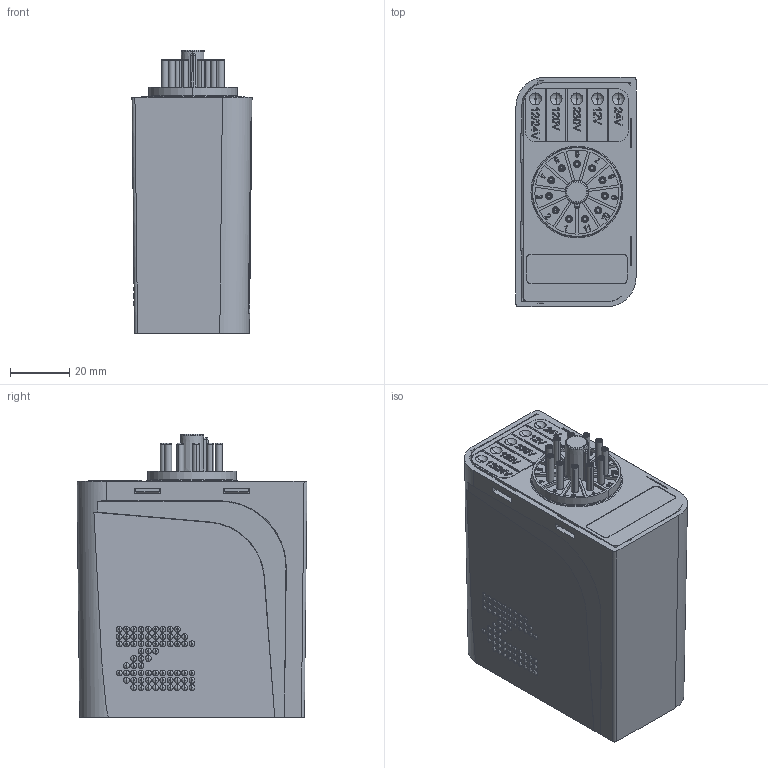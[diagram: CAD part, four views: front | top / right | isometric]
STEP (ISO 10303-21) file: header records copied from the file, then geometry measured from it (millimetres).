
FILE_DESCRIPTION((''),'2;1');
FILE_NAME('DB_CAD6688_307FT0219_SW0001','2019-08-14T14:09:13',('cmozuch'),(''),'CREO PARAMETRIC BY PTC INC, 2018420','CREO PARAMETRIC BY PTC INC, 2018420','');
FILE_SCHEMA(('CONFIG_CONTROL_DESIGN','SHAPE_APPEARANCE_LAYERS_GROUPS'));
Products named in the file (1): DB_CAD6688_307FT0219_SW0001
Bounding box: 40.55 x 77.67 x 95.92 mm (x, y, z)
Volume: 46270.3 mm3; surface area: 53535.3 mm2
Topology: 4 solids, 4 shells, 2755 faces, 7424 edges, 4952 vertices
Faces by surface type: plane 1418, cylinder 534, extrusion 530, bspline 148, torus 103, cone 12, sphere 10
Entity records: 121450 total; most frequent: CARTESIAN_POINT 27951, ORIENTED_EDGE 14828, DIRECTION 12472, EDGE_CURVE 7414, VERTEX_POINT 4952, VECTOR 4734, LINE 4204, AXIS2_PLACEMENT_3D 3869
